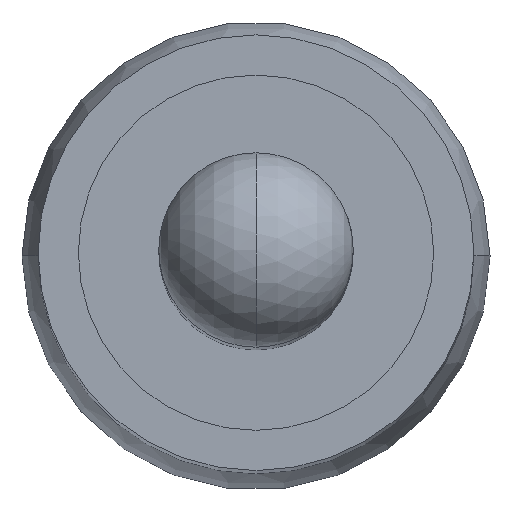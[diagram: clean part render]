
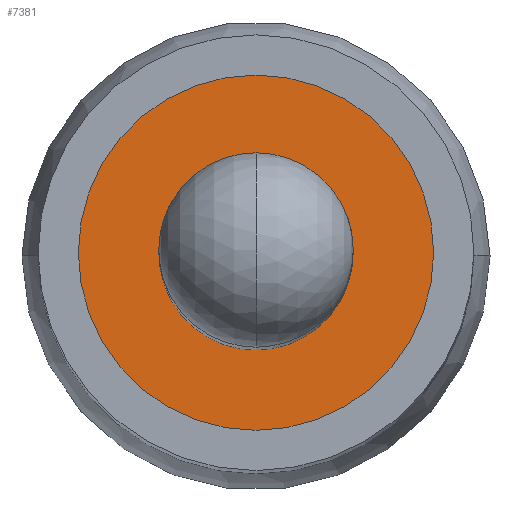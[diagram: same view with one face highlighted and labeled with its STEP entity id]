
A CAD part, top view. The second image highlights one B-rep face of the part: STEP entity #7381.
In plain terms, the highlighted planar face has unit normal (0, 0, 1).
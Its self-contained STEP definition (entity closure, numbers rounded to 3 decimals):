
#68 = VERTEX_POINT ( 'NONE', #5684 ) ;
#98 = DIRECTION ( 'NONE',  ( 1., 0., 0. ) ) ;
#152 = AXIS2_PLACEMENT_3D ( 'NONE', #3278, #3332, #2528 ) ;
#382 = CARTESIAN_POINT ( 'NONE',  ( 0., 0., 0. ) ) ;
#539 = DIRECTION ( 'NONE',  ( -1., 0., 0. ) ) ;
#1196 = EDGE_CURVE ( 'Defeature ausgef�hrt1_2+Defeature ausgef�hrt1_136+Defeature ausgef�hrt1_136+Defeature ausgef�hrt1_136', #9765, #6198, #1253, .T. ) ;
#1253 = CIRCLE ( 'NONE', #4116, 0.685 ) ;
#1553 = PLANE ( 'NONE',  #152 ) ;
#1709 = AXIS2_PLACEMENT_3D ( 'NONE', #3885, #6899, #98 ) ;
#1954 = DIRECTION ( 'NONE',  ( -1., 0., 0. ) ) ;
#2416 = EDGE_CURVE ( 'Defeature ausgef�hrt1_2+Defeature ausgef�hrt1_136+Defeature ausgef�hrt1_136+Defeature ausgef�hrt1_136', #6198, #9765, #2983, .T. ) ;
#2496 = ORIENTED_EDGE ( 'NONE', *, *, #9186, .F. ) ;
#2528 = DIRECTION ( 'NONE',  ( -1., 0., 0. ) ) ;
#2737 = CARTESIAN_POINT ( 'NONE',  ( 0., 0., 0. ) ) ;
#2771 = CARTESIAN_POINT ( 'NONE',  ( 0., 0., 0. ) ) ;
#2983 = CIRCLE ( 'NONE', #8517, 0.685 ) ;
#3278 = CARTESIAN_POINT ( 'NONE',  ( 0., 0.685, 0. ) ) ;
#3332 = DIRECTION ( 'NONE',  ( 0., 0., -1. ) ) ;
#3703 = CARTESIAN_POINT ( 'NONE',  ( -0.685, 0., 0. ) ) ;
#3885 = CARTESIAN_POINT ( 'NONE',  ( 0., 0., 0. ) ) ;
#4116 = AXIS2_PLACEMENT_3D ( 'NONE', #2771, #5113, #539 ) ;
#4485 = ORIENTED_EDGE ( 'NONE', *, *, #1196, .F. ) ;
#4621 = FACE_OUTER_BOUND ( 'NONE', #9032, .T. ) ;
#4667 = FACE_BOUND ( 'NONE', #7713, .T. ) ;
#4673 = ORIENTED_EDGE ( 'NONE', *, *, #9007, .F. ) ;
#5113 = DIRECTION ( 'NONE',  ( 0., 0., -1. ) ) ;
#5345 = CIRCLE ( 'NONE', #9758, 0.375 ) ;
#5662 = CIRCLE ( 'NONE', #1709, 0.375 ) ;
#5684 = CARTESIAN_POINT ( 'NONE',  ( 0.375, 0., 0. ) ) ;
#5700 = DIRECTION ( 'NONE',  ( 0., 0., 1. ) ) ;
#6198 = VERTEX_POINT ( 'NONE', #8479 ) ;
#6899 = DIRECTION ( 'NONE',  ( 0., 0., 1. ) ) ;
#7103 = ORIENTED_EDGE ( 'NONE', *, *, #2416, .F. ) ;
#7205 = DIRECTION ( 'NONE',  ( 0., 0., -1. ) ) ;
#7381 = ADVANCED_FACE ( 'Defeature ausgef�hrt1_136', ( #4667, #4621 ), #1553, .F. ) ;
#7713 = EDGE_LOOP ( 'NONE', ( #4673, #2496 ) ) ;
#8479 = CARTESIAN_POINT ( 'NONE',  ( 0.685, 0., 0. ) ) ;
#8517 = AXIS2_PLACEMENT_3D ( 'NONE', #2737, #7205, #1954 ) ;
#8663 = DIRECTION ( 'NONE',  ( 1., 0., 0. ) ) ;
#9007 = EDGE_CURVE ( 'Defeature ausgef�hrt1_137+Defeature ausgef�hrt1_136+Defeature ausgef�hrt1_136+Defeature ausgef�hrt1_136', #68, #9191, #5662, .T. ) ;
#9032 = EDGE_LOOP ( 'NONE', ( #4485, #7103 ) ) ;
#9186 = EDGE_CURVE ( 'Defeature ausgef�hrt1_137+Defeature ausgef�hrt1_136+Defeature ausgef�hrt1_136+Defeature ausgef�hrt1_136', #9191, #68, #5345, .T. ) ;
#9191 = VERTEX_POINT ( 'NONE', #9305 ) ;
#9305 = CARTESIAN_POINT ( 'NONE',  ( -0.375, 0., 0. ) ) ;
#9758 = AXIS2_PLACEMENT_3D ( 'NONE', #382, #5700, #8663 ) ;
#9765 = VERTEX_POINT ( 'NONE', #3703 ) ;
